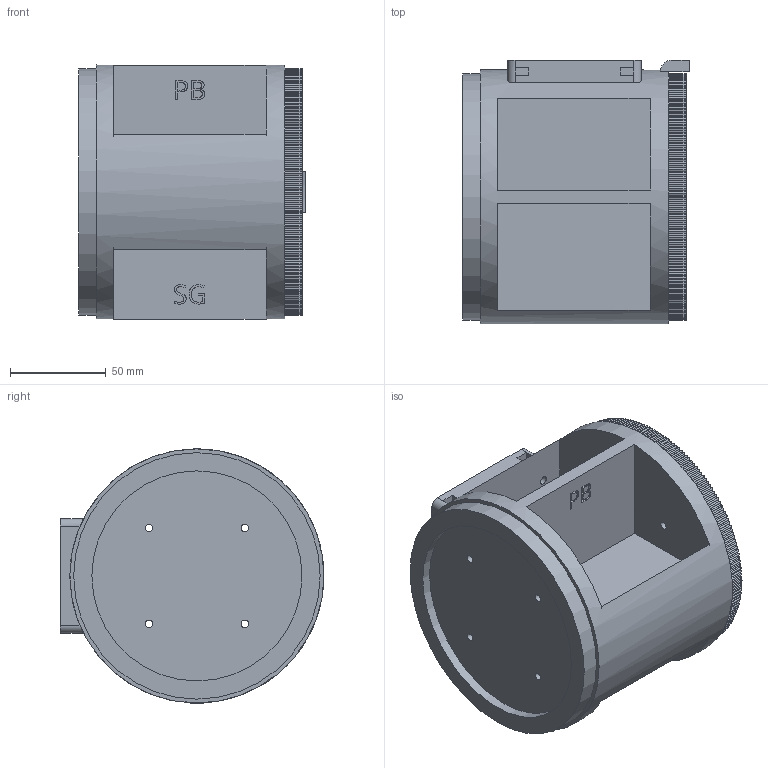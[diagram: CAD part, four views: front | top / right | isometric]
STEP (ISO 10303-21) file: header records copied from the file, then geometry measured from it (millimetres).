
FILE_DESCRIPTION(/* description */ ('STEP AP242','CAx-IF Rec.Pracs.---Representation and Presentation of Product Manufacturing Information (PMI)---4.0---2014-10-13','CAx-IF Rec.Pracs.---3D Tessellated Geometry---0.4---2014-09-14','2;1'),/* implementation_level */ '2;1');
FILE_NAME(/* name */ '687f125c8a9fad29d9ac514f',/* time_stamp */ '2025-07-22T04:23:57Z',/* author */ (''),/* organization */ (''),/* preprocessor_version */ 'ST-DEVELOPER v20',/* originating_system */ 'ONSHAPE BY PTC INC, 1.201',/* authorisation */ ' ');
FILE_SCHEMA (('AP242_MANAGED_MODEL_BASED_3D_ENGINEERING_MIM_LF { 1 0 10303 442 1 1 4 }'));
Length unit declared in the file: metre
Products named in the file (1): J1 Base New
Bounding box: 118.4 x 138.15 x 133.09 mm (x, y, z)
Volume: 753317.1 mm3; surface area: 132286.7 mm2
Topology: 1 solids, 1 shells, 674 faces, 1949 edges, 1298 vertices
Faces by surface type: cylinder 438, plane 128, bspline 108
Full cylindrical faces by diameter (mm): 4 x8, 4.2 x8, 110 x2, 129 x1, 133 x1
Entity records: 22873 total; most frequent: CARTESIAN_POINT 5079, ORIENTED_EDGE 3830, DIRECTION 3718, EDGE_CURVE 1915, AXIS2_PLACEMENT_3D 1457, VERTEX_POINT 1285, CIRCLE 890, LINE 804
